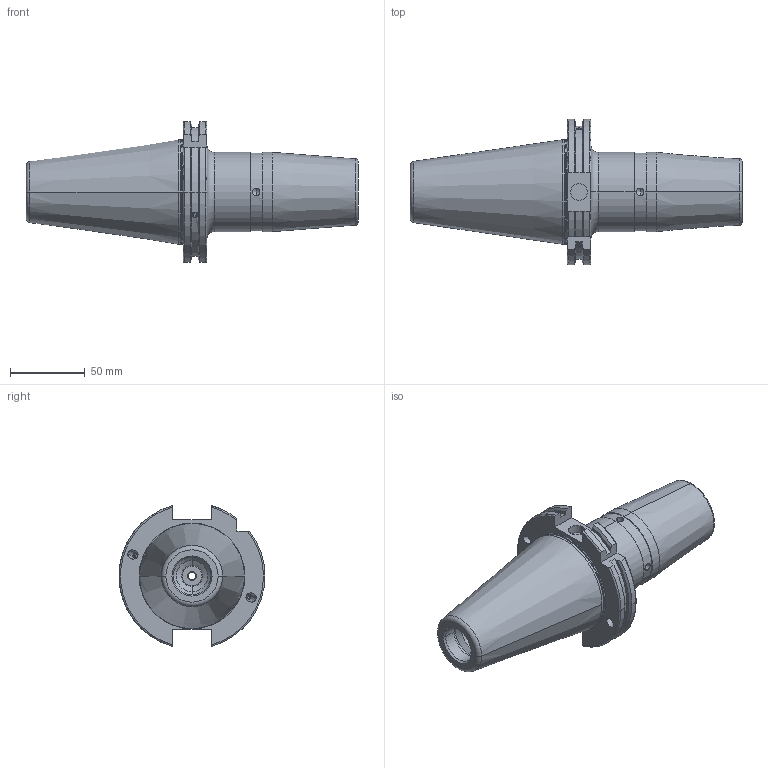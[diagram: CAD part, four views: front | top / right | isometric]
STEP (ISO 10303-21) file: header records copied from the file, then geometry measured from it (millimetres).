
FILE_DESCRIPTION (( 'STEP AP203' ), '1' );
FILE_NAME ('91506-SR225120.STEP', '2023-04-18T13:10:10', ( '' ), ( '' ), 'SwSTEP 2.0', 'SolidWorks 2018', '' );
FILE_SCHEMA (( 'CONFIG_CONTROL_DESIGN' ));
Length unit declared in the file: millimetre
Products named in the file (5): SK50SFC25120FWW; SCWM16X1P; Copy of M4X4_DIN 913 - M4 x 4-N; 91506-SR225120
Assembly tree (5 placements, depth 3):
  91506-SR225120
    SK50SFC25120FWW
      SK50SFC25120FWW
      SCWM16X1P
      Copy of M4X4_DIN 913 - M4 x 4-N  x2
Bounding box: 221.75 x 97.5 x 94.05 mm (x, y, z)
Volume: 497595.3 mm3; surface area: 68019.5 mm2
Topology: 4 solids, 4 shells, 184 faces, 453 edges, 281 vertices
Faces by surface type: cylinder 67, plane 55, cone 42, torus 20
Entity records: 6209 total; most frequent: CARTESIAN_POINT 1648, DIRECTION 868, ORIENTED_EDGE 826, EDGE_CURVE 413, AXIS2_PLACEMENT_3D 343, VERTEX_POINT 261, EDGE_LOOP 192, VECTOR 182
